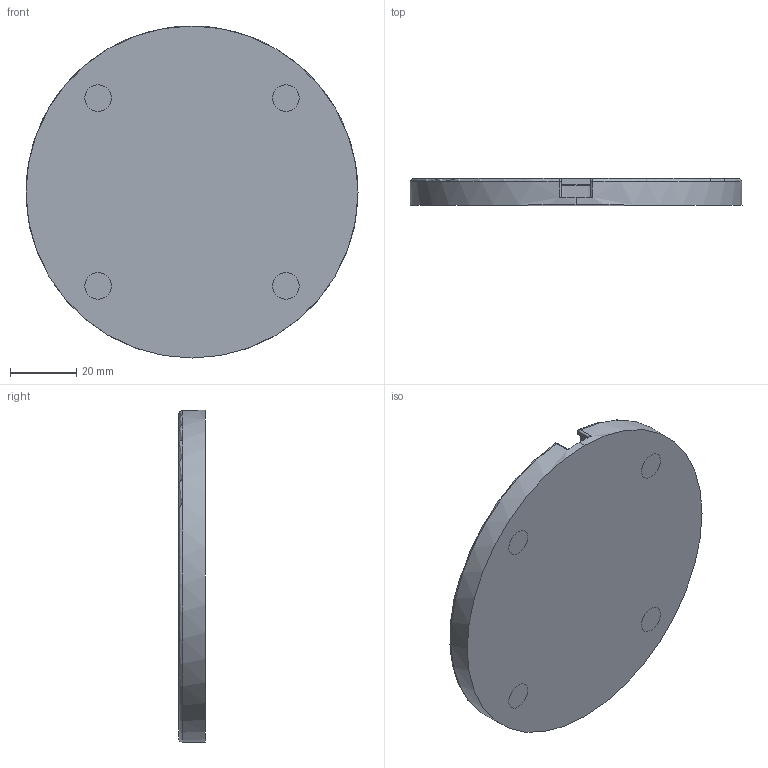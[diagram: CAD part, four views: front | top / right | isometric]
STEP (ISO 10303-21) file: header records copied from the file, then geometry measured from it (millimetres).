
FILE_DESCRIPTION (( 'STEP AP214' ), '1' );
FILE_NAME ('底座3mmMag改新PCB加深脚垫.STEP', '2025-08-05T16:27:28', ( '' ), ( '' ), 'SwSTEP 2.0', 'SolidWorks 2023', '' );
FILE_SCHEMA (( 'AUTOMOTIVE_DESIGN' ));
Length unit declared in the file: millimetre
Products named in the file (1): 底座3mmMag改新PCB加深脚垫
Bounding box: 100 x 8 x 100 mm (x, y, z)
Volume: 25866.1 mm3; surface area: 21787.4 mm2
Topology: 5 solids, 5 shells, 194 faces, 457 edges, 278 vertices
Faces by surface type: plane 101, cylinder 69, sphere 14, torus 8, bspline 2
Entity records: 5538 total; most frequent: CARTESIAN_POINT 1090, DIRECTION 919, ORIENTED_EDGE 890, EDGE_CURVE 445, AXIS2_PLACEMENT_3D 315, LINE 289, VECTOR 289, VERTEX_POINT 278
